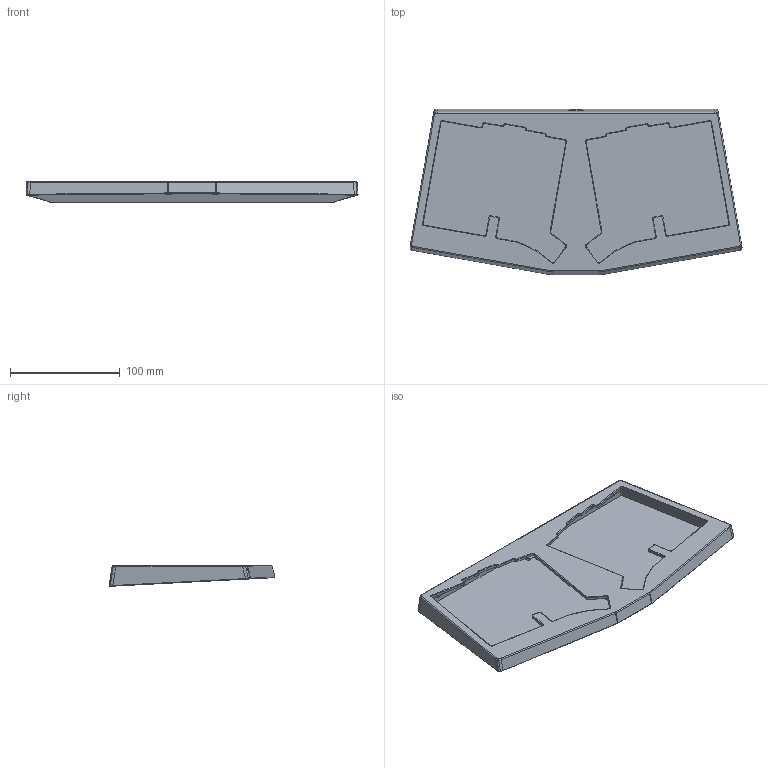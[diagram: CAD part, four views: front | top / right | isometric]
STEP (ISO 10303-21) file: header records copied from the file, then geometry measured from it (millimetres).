
FILE_DESCRIPTION(/* description */ (''),/* implementation_level */ '2;1');
FILE_NAME(/* name */ 'resin-case.step',/* time_stamp */ '2024-12-30T09:49:02+07:00',/* author */ (''),/* organization */ (''),/* preprocessor_version */ 'ST-DEVELOPER v20',/* originating_system */ 'Autodesk Translation Framework v13.20.0.188',/* authorisation */ '');
FILE_SCHEMA (('AUTOMOTIVE_DESIGN { 1 0 10303 214 3 1 1 }'));
Length unit declared in the file: millimetre
Products named in the file (1): Form Neo
Bounding box: 302.69 x 151.16 x 18.76 mm (x, y, z)
Volume: 264464.8 mm3; surface area: 144342.6 mm2
Topology: 2 solids, 2 shells, 534 faces, 1343 edges, 831 vertices
Faces by surface type: cylinder 200, plane 172, bspline 114, torus 40, sphere 8
Full cylindrical faces by diameter (mm): 2.3 x8, 3.6 x10, 4.1 x8
Entity records: 19118 total; most frequent: CARTESIAN_POINT 6531, ORIENTED_EDGE 2686, DIRECTION 2531, EDGE_CURVE 1343, AXIS2_PLACEMENT_3D 941, VERTEX_POINT 831, LINE 649, VECTOR 649
